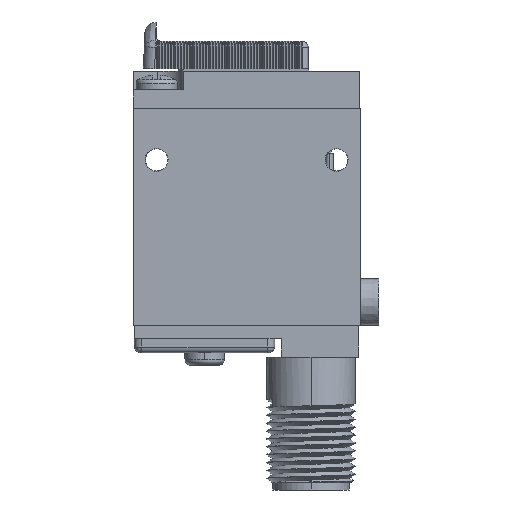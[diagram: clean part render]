
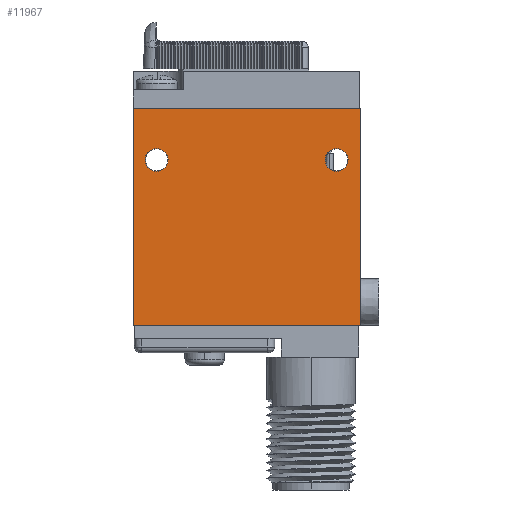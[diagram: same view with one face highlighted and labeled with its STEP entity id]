
A CAD part, left-side view. The second image highlights one B-rep face of the part: STEP entity #11967.
In plain terms, the highlighted planar face has unit normal (-1, 0, 0).
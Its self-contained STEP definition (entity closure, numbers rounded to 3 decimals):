
#1=DIRECTION('',(0.,0.,-1.));
#2=VECTOR('',#1,29.464);
#3=CARTESIAN_POINT('',(-6.02,0.,0.));
#4=LINE('',#3,#2);
#5=DIRECTION('',(0.,1.,0.));
#6=VECTOR('',#5,30.785);
#7=CARTESIAN_POINT('',(-6.02,0.,-29.464));
#8=LINE('',#7,#6);
#9=DIRECTION('',(0.,0.,1.));
#10=VECTOR('',#9,29.464);
#11=CARTESIAN_POINT('',(-6.02,30.785,-29.464));
#12=LINE('',#11,#10);
#13=DIRECTION('',(0.,-1.,0.));
#14=VECTOR('',#13,30.785);
#15=CARTESIAN_POINT('',(-6.02,30.785,0.));
#16=LINE('',#15,#14);
#17=CARTESIAN_POINT('',(-6.02,27.61,-6.985));
#18=DIRECTION('',(1.,0.,0.));
#19=DIRECTION('',(0.,0.,-1.));
#20=AXIS2_PLACEMENT_3D('',#17,#18,#19);
#22=CARTESIAN_POINT('',(-6.02,27.61,-6.985));
#23=DIRECTION('',(1.,0.,0.));
#24=DIRECTION('',(0.,0.,1.));
#25=AXIS2_PLACEMENT_3D('',#22,#23,#24);
#27=CARTESIAN_POINT('',(-6.02,3.175,-6.985));
#28=DIRECTION('',(1.,0.,0.));
#29=DIRECTION('',(0.,0.,-1.));
#30=AXIS2_PLACEMENT_3D('',#27,#28,#29);
#32=CARTESIAN_POINT('',(-6.02,3.175,-6.985));
#33=DIRECTION('',(1.,0.,0.));
#34=DIRECTION('',(0.,0.,1.));
#35=AXIS2_PLACEMENT_3D('',#32,#33,#34);
#10141=CARTESIAN_POINT('',(-6.02,0.,0.));
#10142=CARTESIAN_POINT('',(-6.02,0.,-29.464));
#10143=VERTEX_POINT('',#10141);
#10144=VERTEX_POINT('',#10142);
#10145=CARTESIAN_POINT('',(-6.02,30.785,-29.464));
#10146=VERTEX_POINT('',#10145);
#10147=CARTESIAN_POINT('',(-6.02,30.785,0.));
#10148=VERTEX_POINT('',#10147);
#10157=CARTESIAN_POINT('',(-6.02,27.61,-8.535));
#10158=CARTESIAN_POINT('',(-6.02,27.61,-5.435));
#10159=VERTEX_POINT('',#10157);
#10160=VERTEX_POINT('',#10158);
#10161=CARTESIAN_POINT('',(-6.02,3.175,-8.535));
#10162=CARTESIAN_POINT('',(-6.02,3.175,-5.435));
#10163=VERTEX_POINT('',#10161);
#10164=VERTEX_POINT('',#10162);
#11940=CARTESIAN_POINT('',(-6.02,0.,0.));
#11941=DIRECTION('',(1.,0.,0.));
#11942=DIRECTION('',(0.,0.,-1.));
#11943=AXIS2_PLACEMENT_3D('',#11940,#11941,#11942);
#11944=PLANE('',#11943);
#11946=ORIENTED_EDGE('',*,*,#11945,.T.);
#11948=ORIENTED_EDGE('',*,*,#11947,.T.);
#11950=ORIENTED_EDGE('',*,*,#11949,.T.);
#11952=ORIENTED_EDGE('',*,*,#11951,.T.);
#11953=EDGE_LOOP('',(#11946,#11948,#11950,#11952));
#11954=FACE_OUTER_BOUND('',#11953,.F.);
#11956=ORIENTED_EDGE('',*,*,#11955,.F.);
#11958=ORIENTED_EDGE('',*,*,#11957,.F.);
#11959=EDGE_LOOP('',(#11956,#11958));
#11960=FACE_BOUND('',#11959,.F.);
#11962=ORIENTED_EDGE('',*,*,#11961,.F.);
#11964=ORIENTED_EDGE('',*,*,#11963,.F.);
#11965=EDGE_LOOP('',(#11962,#11964));
#11966=FACE_BOUND('',#11965,.F.);
#11967=ADVANCED_FACE('',(#11954,#11960,#11966),#11944,.F.);
#21=CIRCLE('',#20,1.55);
#26=CIRCLE('',#25,1.55);
#31=CIRCLE('',#30,1.55);
#36=CIRCLE('',#35,1.55);
#11945=EDGE_CURVE('',#10143,#10144,#4,.T.);
#11947=EDGE_CURVE('',#10144,#10146,#8,.T.);
#11949=EDGE_CURVE('',#10146,#10148,#12,.T.);
#11951=EDGE_CURVE('',#10148,#10143,#16,.T.);
#11955=EDGE_CURVE('',#10159,#10160,#21,.T.);
#11957=EDGE_CURVE('',#10160,#10159,#26,.T.);
#11961=EDGE_CURVE('',#10163,#10164,#31,.T.);
#11963=EDGE_CURVE('',#10164,#10163,#36,.T.);
